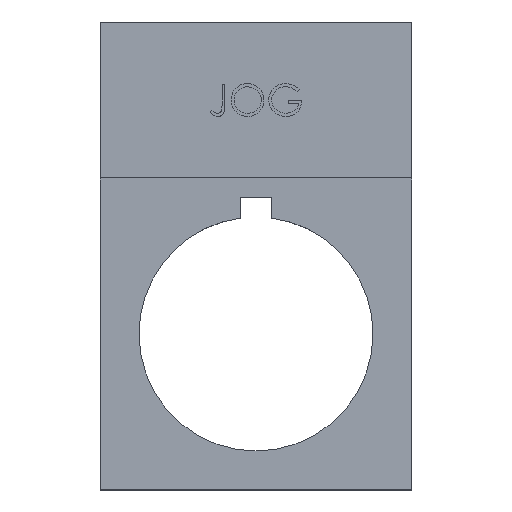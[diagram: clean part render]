
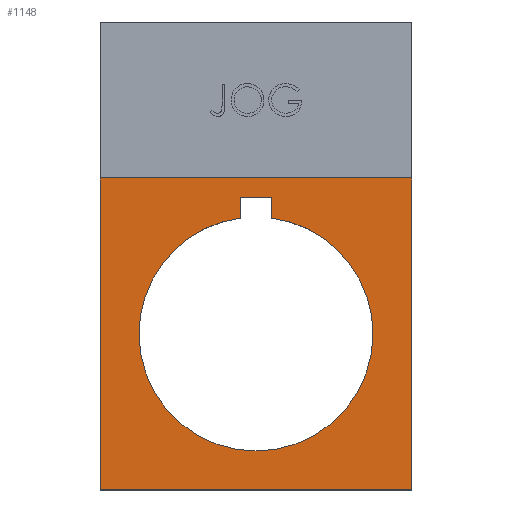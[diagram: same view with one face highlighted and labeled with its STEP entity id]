
A CAD part, top view. The second image highlights one B-rep face of the part: STEP entity #1148.
In plain terms, the highlighted planar face has unit normal (0, 0, 1).
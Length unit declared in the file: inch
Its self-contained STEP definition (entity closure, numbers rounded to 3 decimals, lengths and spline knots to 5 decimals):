
#30 = CARTESIAN_POINT ( 'NONE',  ( 0., 0., 0.01969 ) ) ;
#73 = CIRCLE ( 'NONE', #1096, 0.44291 ) ;
#79 = FACE_OUTER_BOUND ( 'NONE', #1588, .T. ) ;
#139 = CARTESIAN_POINT ( 'NONE',  ( 0., 0., 0.01969 ) ) ;
#145 = LINE ( 'NONE', #2844, #537 ) ;
#152 = LINE ( 'NONE', #2187, #1016 ) ;
#157 = CARTESIAN_POINT ( 'NONE',  ( -0.59055, 0.59055, 0.01969 ) ) ;
#182 = LINE ( 'NONE', #1153, #905 ) ;
#203 = CARTESIAN_POINT ( 'NONE',  ( 0.05906, 0.43896, 0.01969 ) ) ;
#213 = EDGE_LOOP ( 'NONE', ( #275, #2532, #574, #421, #2275, #271 ) ) ;
#228 = CARTESIAN_POINT ( 'NONE',  ( 0., 0.29528, 0.01969 ) ) ;
#271 = ORIENTED_EDGE ( 'NONE', *, *, #496, .T. ) ;
#275 = ORIENTED_EDGE ( 'NONE', *, *, #1171, .T. ) ;
#283 = FACE_BOUND ( 'NONE', #213, .T. ) ;
#364 = VERTEX_POINT ( 'NONE', #203 ) ;
#385 = CARTESIAN_POINT ( 'NONE',  ( 0.19685, 0.59055, 0.01969 ) ) ;
#392 = DIRECTION ( 'NONE',  ( 0., -1., 0. ) ) ;
#421 = ORIENTED_EDGE ( 'NONE', *, *, #1699, .T. ) ;
#443 = CARTESIAN_POINT ( 'NONE',  ( -0.59055, -0.59055, 0.01969 ) ) ;
#447 = CARTESIAN_POINT ( 'NONE',  ( 0.59055, -0.59055, 0.01969 ) ) ;
#488 = CARTESIAN_POINT ( 'NONE',  ( 0.44291, 0., 0.01969 ) ) ;
#496 = EDGE_CURVE ( 'NONE', #1026, #2909, #507, .T. ) ;
#507 = LINE ( 'NONE', #2337, #1196 ) ;
#537 = VECTOR ( 'NONE', #2869, 39.37008 ) ;
#574 = ORIENTED_EDGE ( 'NONE', *, *, #649, .T. ) ;
#611 = VERTEX_POINT ( 'NONE', #2855 ) ;
#649 = EDGE_CURVE ( 'NONE', #364, #2627, #1520, .T. ) ;
#709 = DIRECTION ( 'NONE',  ( 0., 0., -1. ) ) ;
#757 = ORIENTED_EDGE ( 'NONE', *, *, #2857, .F. ) ;
#843 = AXIS2_PLACEMENT_3D ( 'NONE', #228, #1164, #1378 ) ;
#905 = VECTOR ( 'NONE', #1871, 39.37008 ) ;
#1005 = CARTESIAN_POINT ( 'NONE',  ( -0.44291, 0., 0.01969 ) ) ;
#1016 = VECTOR ( 'NONE', #1251, 39.37008 ) ;
#1026 = VERTEX_POINT ( 'NONE', #1102 ) ;
#1029 = CARTESIAN_POINT ( 'NONE',  ( 0.59055, 0.59055, 0.01969 ) ) ;
#1042 = DIRECTION ( 'NONE',  ( 1., 0., 0. ) ) ;
#1043 = EDGE_CURVE ( 'NONE', #2229, #611, #1513, .T. ) ;
#1096 = AXIS2_PLACEMENT_3D ( 'NONE', #139, #1759, #1042 ) ;
#1102 = CARTESIAN_POINT ( 'NONE',  ( -0.05906, 0.43896, 0.01969 ) ) ;
#1148 = ADVANCED_FACE ( 'NONE', ( #283, #79 ), #2069, .T. ) ;
#1153 = CARTESIAN_POINT ( 'NONE',  ( 0.05906, 0.5177, 0.01969 ) ) ;
#1161 = VERTEX_POINT ( 'NONE', #443 ) ;
#1164 = DIRECTION ( 'NONE',  ( 0., 0., 1. ) ) ;
#1171 = EDGE_CURVE ( 'NONE', #2909, #1775, #182, .T. ) ;
#1172 = ORIENTED_EDGE ( 'NONE', *, *, #1231, .F. ) ;
#1196 = VECTOR ( 'NONE', #1435, 39.37008 ) ;
#1206 = CARTESIAN_POINT ( 'NONE',  ( 0., 0., 0.01969 ) ) ;
#1226 = VECTOR ( 'NONE', #392, 39.37008 ) ;
#1231 = EDGE_CURVE ( 'NONE', #1161, #611, #2516, .T. ) ;
#1251 = DIRECTION ( 'NONE',  ( -1., 0., 0. ) ) ;
#1315 = CARTESIAN_POINT ( 'NONE',  ( 0.59055, -0.59055, 0.01969 ) ) ;
#1341 = LINE ( 'NONE', #1315, #1226 ) ;
#1378 = DIRECTION ( 'NONE',  ( 1., 0., 0. ) ) ;
#1419 = DIRECTION ( 'NONE',  ( 0., 0., -1. ) ) ;
#1420 = EDGE_CURVE ( 'NONE', #2229, #1517, #1341, .T. ) ;
#1422 = DIRECTION ( 'NONE',  ( 0., 1., 0. ) ) ;
#1427 = DIRECTION ( 'NONE',  ( 1., 0., 0. ) ) ;
#1435 = DIRECTION ( 'NONE',  ( 0., 1., 0. ) ) ;
#1505 = AXIS2_PLACEMENT_3D ( 'NONE', #1206, #709, #2359 ) ;
#1513 = B_SPLINE_CURVE_WITH_KNOTS ( 'NONE', 3,
 ( #1776, #385, #1789, #157 ),
 .UNSPECIFIED., .F., .F.,
 ( 4, 4 ),
 ( 0., 1. ),
 .UNSPECIFIED. ) ;
#1517 = VERTEX_POINT ( 'NONE', #447 ) ;
#1520 = CIRCLE ( 'NONE', #2632, 0.44291 ) ;
#1588 = EDGE_LOOP ( 'NONE', ( #757, #2900, #2705, #1172 ) ) ;
#1621 = VERTEX_POINT ( 'NONE', #1005 ) ;
#1637 = EDGE_CURVE ( 'NONE', #1775, #364, #145, .T. ) ;
#1699 = EDGE_CURVE ( 'NONE', #2627, #1621, #73, .T. ) ;
#1759 = DIRECTION ( 'NONE',  ( 0., 0., -1. ) ) ;
#1775 = VERTEX_POINT ( 'NONE', #2449 ) ;
#1776 = CARTESIAN_POINT ( 'NONE',  ( 0.59055, 0.59055, 0.01969 ) ) ;
#1789 = CARTESIAN_POINT ( 'NONE',  ( -0.19685, 0.59055, 0.01969 ) ) ;
#1871 = DIRECTION ( 'NONE',  ( 1., 0., 0. ) ) ;
#1886 = CIRCLE ( 'NONE', #1505, 0.44291 ) ;
#1961 = EDGE_CURVE ( 'NONE', #1621, #1026, #1886, .T. ) ;
#2069 = PLANE ( 'NONE',  #843 ) ;
#2187 = CARTESIAN_POINT ( 'NONE',  ( -0.59055, -0.59055, 0.01969 ) ) ;
#2229 = VERTEX_POINT ( 'NONE', #1029 ) ;
#2275 = ORIENTED_EDGE ( 'NONE', *, *, #1961, .T. ) ;
#2316 = CARTESIAN_POINT ( 'NONE',  ( -0.59055, 1.1811, 0.01969 ) ) ;
#2337 = CARTESIAN_POINT ( 'NONE',  ( -0.05906, 0.5177, 0.01969 ) ) ;
#2359 = DIRECTION ( 'NONE',  ( 1., 0., 0. ) ) ;
#2449 = CARTESIAN_POINT ( 'NONE',  ( 0.05906, 0.5177, 0.01969 ) ) ;
#2516 = LINE ( 'NONE', #2316, #2703 ) ;
#2532 = ORIENTED_EDGE ( 'NONE', *, *, #1637, .T. ) ;
#2627 = VERTEX_POINT ( 'NONE', #488 ) ;
#2632 = AXIS2_PLACEMENT_3D ( 'NONE', #30, #1419, #1427 ) ;
#2703 = VECTOR ( 'NONE', #1422, 39.37008 ) ;
#2705 = ORIENTED_EDGE ( 'NONE', *, *, #1043, .T. ) ;
#2844 = CARTESIAN_POINT ( 'NONE',  ( 0.05906, 0.43896, 0.01969 ) ) ;
#2855 = CARTESIAN_POINT ( 'NONE',  ( -0.59055, 0.59055, 0.01969 ) ) ;
#2857 = EDGE_CURVE ( 'NONE', #1517, #1161, #152, .T. ) ;
#2869 = DIRECTION ( 'NONE',  ( 0., -1., 0. ) ) ;
#2900 = ORIENTED_EDGE ( 'NONE', *, *, #1420, .F. ) ;
#2909 = VERTEX_POINT ( 'NONE', #2943 ) ;
#2943 = CARTESIAN_POINT ( 'NONE',  ( -0.05906, 0.5177, 0.01969 ) ) ;
